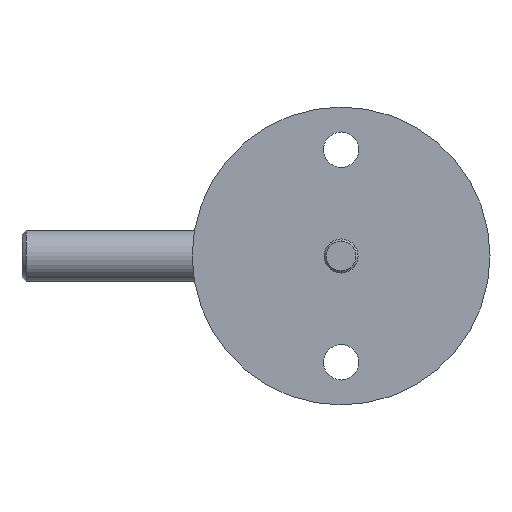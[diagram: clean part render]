
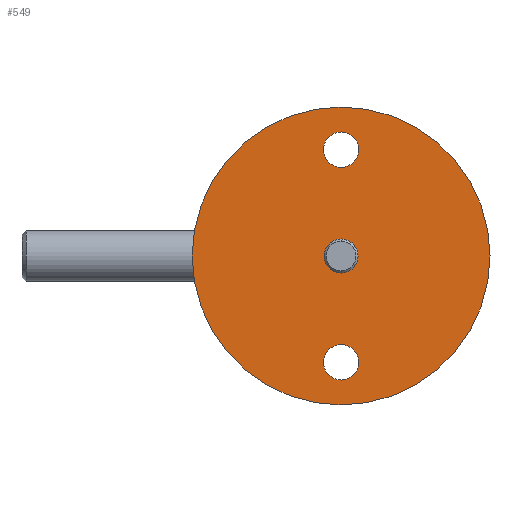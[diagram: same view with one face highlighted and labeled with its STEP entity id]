
A CAD part, left-side view. The second image highlights one B-rep face of the part: STEP entity #549.
In plain terms, the highlighted planar face has unit normal (-1, 0, 0).
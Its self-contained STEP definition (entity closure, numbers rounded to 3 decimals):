
#13 = EDGE_CURVE ( 'NONE', #401, #414, #150, .T. ) ;
#14 = DIRECTION ( 'NONE',  ( -1., 0., 0. ) ) ;
#19 = AXIS2_PLACEMENT_3D ( 'NONE', #889, #625, #630 ) ;
#23 = CIRCLE ( 'NONE', #410, 4. ) ;
#43 = FACE_BOUND ( 'NONE', #161, .T. ) ;
#50 = CARTESIAN_POINT ( 'NONE',  ( -4., 0., -29.15 ) ) ;
#55 = AXIS2_PLACEMENT_3D ( 'NONE', #373, #1048, #297 ) ;
#56 = CARTESIAN_POINT ( 'NONE',  ( -4., 0., -25. ) ) ;
#62 = DIRECTION ( 'NONE',  ( 0., 0., -1. ) ) ;
#64 = DIRECTION ( 'NONE',  ( -1., 0., 0. ) ) ;
#68 = EDGE_CURVE ( 'NONE', #839, #348, #403, .T. ) ;
#86 = CARTESIAN_POINT ( 'NONE',  ( -4., 0., -4. ) ) ;
#87 = CARTESIAN_POINT ( 'NONE',  ( -4., 0., 25. ) ) ;
#135 = AXIS2_PLACEMENT_3D ( 'NONE', #87, #732, #248 ) ;
#143 = VERTEX_POINT ( 'NONE', #86 ) ;
#150 = CIRCLE ( 'NONE', #904, 4.15 ) ;
#161 = EDGE_LOOP ( 'NONE', ( #742, #243 ) ) ;
#196 = EDGE_CURVE ( 'NONE', #143, #676, #595, .T. ) ;
#199 = CIRCLE ( 'NONE', #723, 4.15 ) ;
#218 = DIRECTION ( 'NONE',  ( 1., 0., 0. ) ) ;
#224 = ORIENTED_EDGE ( 'NONE', *, *, #548, .T. ) ;
#230 = CARTESIAN_POINT ( 'NONE',  ( -4., 0., -35. ) ) ;
#243 = ORIENTED_EDGE ( 'NONE', *, *, #752, .F. ) ;
#248 = DIRECTION ( 'NONE',  ( 0., 0., -1. ) ) ;
#267 = AXIS2_PLACEMENT_3D ( 'NONE', #562, #14, #62 ) ;
#275 = EDGE_LOOP ( 'NONE', ( #224, #509 ) ) ;
#297 = DIRECTION ( 'NONE',  ( 0., 0., -1. ) ) ;
#336 = CARTESIAN_POINT ( 'NONE',  ( -4., 0., 35. ) ) ;
#348 = VERTEX_POINT ( 'NONE', #336 ) ;
#360 = AXIS2_PLACEMENT_3D ( 'NONE', #823, #413, #486 ) ;
#373 = CARTESIAN_POINT ( 'NONE',  ( -4., 0., 25. ) ) ;
#378 = FACE_OUTER_BOUND ( 'NONE', #604, .T. ) ;
#401 = VERTEX_POINT ( 'NONE', #50 ) ;
#403 = CIRCLE ( 'NONE', #741, 35. ) ;
#406 = CARTESIAN_POINT ( 'NONE',  ( -4., 0., 0. ) ) ;
#410 = AXIS2_PLACEMENT_3D ( 'NONE', #406, #64, #498 ) ;
#413 = DIRECTION ( 'NONE',  ( 1., 0., 0. ) ) ;
#414 = VERTEX_POINT ( 'NONE', #703 ) ;
#449 = DIRECTION ( 'NONE',  ( 0., 0., -1. ) ) ;
#458 = FACE_BOUND ( 'NONE', #942, .T. ) ;
#476 = EDGE_CURVE ( 'NONE', #414, #401, #199, .T. ) ;
#486 = DIRECTION ( 'NONE',  ( 0., 0., -1. ) ) ;
#494 = ORIENTED_EDGE ( 'NONE', *, *, #750, .F. ) ;
#498 = DIRECTION ( 'NONE',  ( 0., 0., -1. ) ) ;
#508 = CARTESIAN_POINT ( 'NONE',  ( -4., 0., 20.85 ) ) ;
#509 = ORIENTED_EDGE ( 'NONE', *, *, #914, .T. ) ;
#516 = ORIENTED_EDGE ( 'NONE', *, *, #476, .T. ) ;
#548 = EDGE_CURVE ( 'NONE', #945, #936, #577, .T. ) ;
#549 = ADVANCED_FACE ( 'NONE', ( #1061, #458, #43, #378 ), #715, .F. ) ;
#562 = CARTESIAN_POINT ( 'NONE',  ( -4., 0., 0. ) ) ;
#569 = ORIENTED_EDGE ( 'NONE', *, *, #68, .F. ) ;
#577 = CIRCLE ( 'NONE', #55, 4.15 ) ;
#595 = CIRCLE ( 'NONE', #267, 4. ) ;
#602 = CIRCLE ( 'NONE', #135, 4.15 ) ;
#604 = EDGE_LOOP ( 'NONE', ( #569, #494 ) ) ;
#625 = DIRECTION ( 'NONE',  ( 1., 0., 0. ) ) ;
#630 = DIRECTION ( 'NONE',  ( 0., 0., -1. ) ) ;
#638 = DIRECTION ( 'NONE',  ( 0., 0., -1. ) ) ;
#676 = VERTEX_POINT ( 'NONE', #911 ) ;
#703 = CARTESIAN_POINT ( 'NONE',  ( -4., 0., -20.85 ) ) ;
#715 = PLANE ( 'NONE',  #19 ) ;
#723 = AXIS2_PLACEMENT_3D ( 'NONE', #56, #879, #449 ) ;
#727 = CARTESIAN_POINT ( 'NONE',  ( -4., 0., -25. ) ) ;
#732 = DIRECTION ( 'NONE',  ( 1., 0., 0. ) ) ;
#741 = AXIS2_PLACEMENT_3D ( 'NONE', #874, #973, #638 ) ;
#742 = ORIENTED_EDGE ( 'NONE', *, *, #196, .F. ) ;
#750 = EDGE_CURVE ( 'NONE', #348, #839, #923, .T. ) ;
#752 = EDGE_CURVE ( 'NONE', #676, #143, #23, .T. ) ;
#804 = DIRECTION ( 'NONE',  ( 0., 0., -1. ) ) ;
#823 = CARTESIAN_POINT ( 'NONE',  ( -4., 0., 0. ) ) ;
#839 = VERTEX_POINT ( 'NONE', #230 ) ;
#845 = ORIENTED_EDGE ( 'NONE', *, *, #13, .T. ) ;
#863 = CARTESIAN_POINT ( 'NONE',  ( -4., 0., 29.15 ) ) ;
#874 = CARTESIAN_POINT ( 'NONE',  ( -4., 0., 0. ) ) ;
#879 = DIRECTION ( 'NONE',  ( 1., 0., 0. ) ) ;
#889 = CARTESIAN_POINT ( 'NONE',  ( -4., 0., 0. ) ) ;
#904 = AXIS2_PLACEMENT_3D ( 'NONE', #727, #218, #804 ) ;
#911 = CARTESIAN_POINT ( 'NONE',  ( -4., 0., 4. ) ) ;
#914 = EDGE_CURVE ( 'NONE', #936, #945, #602, .T. ) ;
#923 = CIRCLE ( 'NONE', #360, 35. ) ;
#936 = VERTEX_POINT ( 'NONE', #863 ) ;
#942 = EDGE_LOOP ( 'NONE', ( #845, #516 ) ) ;
#945 = VERTEX_POINT ( 'NONE', #508 ) ;
#973 = DIRECTION ( 'NONE',  ( 1., 0., 0. ) ) ;
#1048 = DIRECTION ( 'NONE',  ( 1., 0., 0. ) ) ;
#1061 = FACE_BOUND ( 'NONE', #275, .T. ) ;
